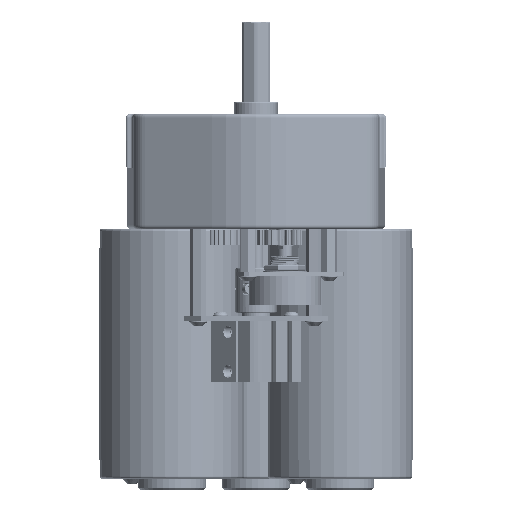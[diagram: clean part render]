
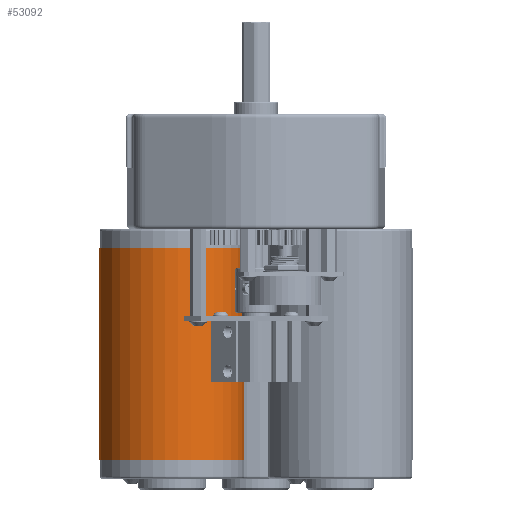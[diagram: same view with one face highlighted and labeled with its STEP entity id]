
A CAD part, front view. The second image highlights one B-rep face of the part: STEP entity #53092.
In plain terms, the highlighted cylindrical face has radius 32.004 mm (diameter 64.008 mm), a partial arc.
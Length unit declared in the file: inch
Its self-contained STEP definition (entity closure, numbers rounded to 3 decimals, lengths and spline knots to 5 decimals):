
#1400 = CARTESIAN_POINT ( 'NONE',  ( 0., 0., -1.26 ) ) ;
#1931 = AXIS2_PLACEMENT_3D ( 'NONE', #154263, #72656, #167923 ) ;
#8056 = LINE ( 'NONE', #1400, #148804 ) ;
#11292 = CARTESIAN_POINT ( 'NONE',  ( 0., 0., 0. ) ) ;
#13719 = EDGE_CURVE ( 'NONE', #142396, #78623, #107892, .T. ) ;
#15110 = DIRECTION ( 'NONE',  ( 1., 0., 0. ) ) ;
#25183 = DIRECTION ( 'NONE',  ( 1., 0., 0. ) ) ;
#28874 = EDGE_CURVE ( 'NONE', #107800, #52927, #8056, .T. ) ;
#30857 = CIRCLE ( 'NONE', #1931, 1.26 ) ;
#44244 = CARTESIAN_POINT ( 'NONE',  ( 0.324, 0., -1.26 ) ) ;
#52324 = CARTESIAN_POINT ( 'NONE',  ( 0.324, 0., 1.26 ) ) ;
#52507 = DIRECTION ( 'NONE',  ( 0., 0., -1. ) ) ;
#52927 = VERTEX_POINT ( 'NONE', #91803 ) ;
#52933 = ORIENTED_EDGE ( 'NONE', *, *, #13719, .F. ) ;
#53092 = ADVANCED_FACE ( 'NONE', ( #140506 ), #67994, .T. ) ;
#67994 = CYLINDRICAL_SURFACE ( 'NONE', #92200, 1.26 ) ;
#72656 = DIRECTION ( 'NONE',  ( 1., 0., 0. ) ) ;
#78623 = VERTEX_POINT ( 'NONE', #123513 ) ;
#78833 = ORIENTED_EDGE ( 'NONE', *, *, #159063, .F. ) ;
#82211 = ORIENTED_EDGE ( 'NONE', *, *, #160842, .T. ) ;
#91803 = CARTESIAN_POINT ( 'NONE',  ( 3.99096, 0., -1.26 ) ) ;
#92200 = AXIS2_PLACEMENT_3D ( 'NONE', #11292, #151862, #52507 ) ;
#106547 = CARTESIAN_POINT ( 'NONE',  ( 0., 0., 1.26 ) ) ;
#106804 = CARTESIAN_POINT ( 'NONE',  ( 0.324, 0., 0. ) ) ;
#107800 = VERTEX_POINT ( 'NONE', #44244 ) ;
#107892 = LINE ( 'NONE', #106547, #144213 ) ;
#120500 = DIRECTION ( 'NONE',  ( 0., 0., -1. ) ) ;
#123513 = CARTESIAN_POINT ( 'NONE',  ( 3.99096, 0., 1.26 ) ) ;
#128833 = AXIS2_PLACEMENT_3D ( 'NONE', #106804, #25183, #120500 ) ;
#140506 = FACE_OUTER_BOUND ( 'NONE', #149190, .T. ) ;
#142396 = VERTEX_POINT ( 'NONE', #52324 ) ;
#144213 = VECTOR ( 'NONE', #175571, 39.37008 ) ;
#147845 = CIRCLE ( 'NONE', #128833, 1.26 ) ;
#148804 = VECTOR ( 'NONE', #15110, 39.37008 ) ;
#149190 = EDGE_LOOP ( 'NONE', ( #52933, #82211, #163087, #78833 ) ) ;
#151862 = DIRECTION ( 'NONE',  ( 1., 0., 0. ) ) ;
#154263 = CARTESIAN_POINT ( 'NONE',  ( 3.99096, 0., 0. ) ) ;
#159063 = EDGE_CURVE ( 'NONE', #78623, #52927, #30857, .T. ) ;
#160842 = EDGE_CURVE ( 'NONE', #142396, #107800, #147845, .T. ) ;
#163087 = ORIENTED_EDGE ( 'NONE', *, *, #28874, .T. ) ;
#167923 = DIRECTION ( 'NONE',  ( 0., 0., -1. ) ) ;
#175571 = DIRECTION ( 'NONE',  ( 1., 0., 0. ) ) ;
